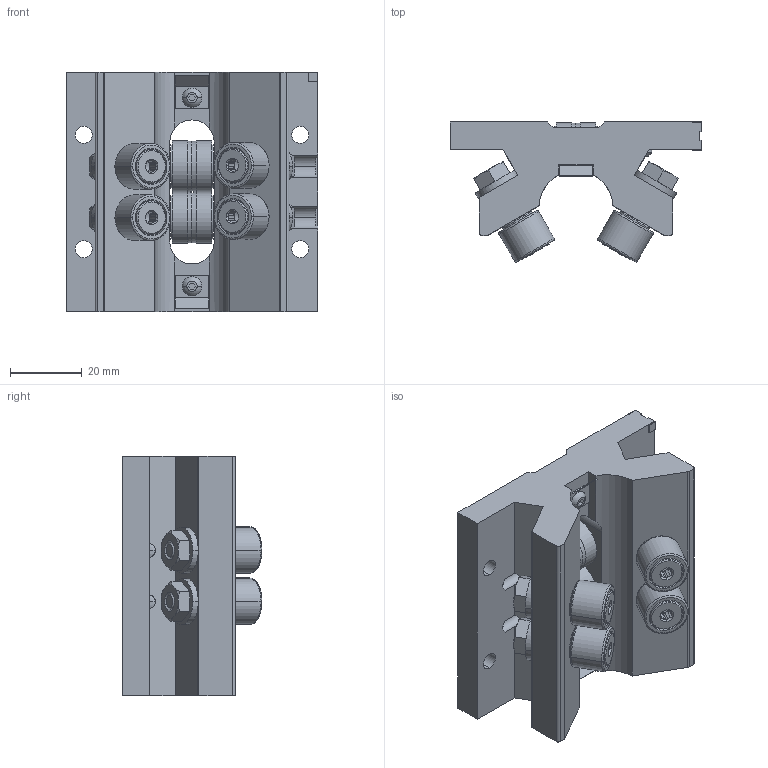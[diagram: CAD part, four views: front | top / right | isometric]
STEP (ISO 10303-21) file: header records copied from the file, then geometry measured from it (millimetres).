
FILE_DESCRIPTION (( 'STEP AP214' ), '1' );
FILE_NAME ('RollerBearing_516268473D.step', '2022-08-18T15:53:08', ( '' ), ( '' ), 'SwSTEP 2.0', 'SolidWorks 2019', '' );
FILE_SCHEMA (( 'AUTOMOTIVE_DESIGN' ));
Length unit declared in the file: inch
Products named in the file (3): Td2vjVIw9t_CADModel_0; RollerBearing_516268473D
Assembly tree (1 placements, depth 2):
  Td2vjVIw9t_CADModel_0
  RollerBearing_516268473D
    Td2vjVIw9t_CADModel_0
Bounding box: 69.85 x 38.9 x 66.67 mm (x, y, z)
Volume: 80524.7 mm3; surface area: 31241.9 mm2
Topology: 23 solids, 23 shells, 628 faces, 1513 edges, 950 vertices
Faces by surface type: plane 269, cylinder 191, cone 132, bspline 16, sphere 12, torus 8
Entity records: 27942 total; most frequent: CARTESIAN_POINT 4616, DIRECTION 3205, ORIENTED_EDGE 2986, EDGE_CURVE 1493, AXIS2_PLACEMENT_3D 1239, VERTEX_POINT 950, LINE 727, VECTOR 727
